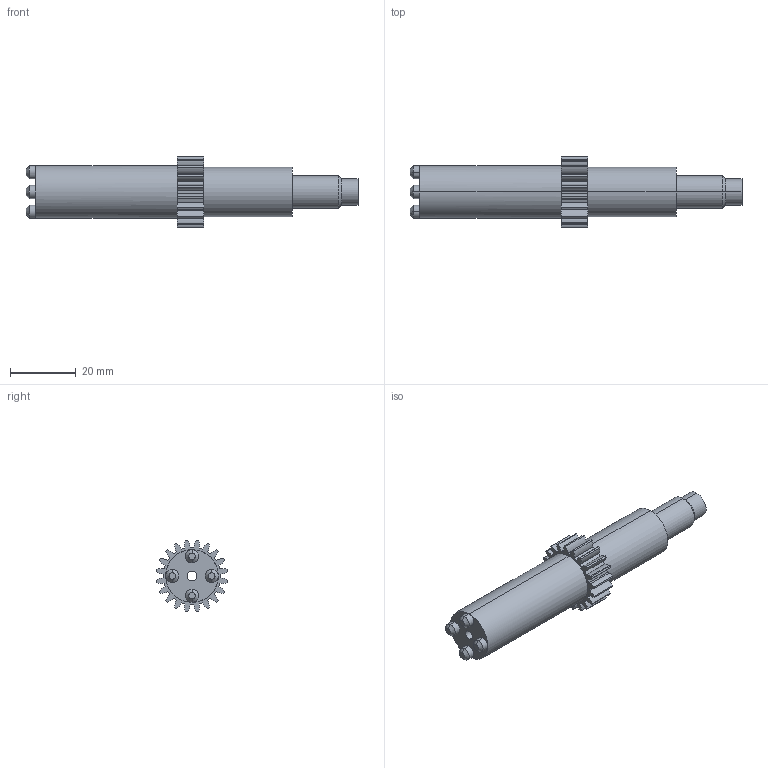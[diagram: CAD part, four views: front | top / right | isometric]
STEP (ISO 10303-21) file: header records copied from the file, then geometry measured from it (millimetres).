
FILE_DESCRIPTION (( 'STEP AP203' ), '1' );
FILE_NAME ('motor 2 gear.STEP', '2022-09-04T12:26:55', ( '' ), ( '' ), 'SwSTEP 2.0', 'SolidWorks 2020', '' );
FILE_SCHEMA (( 'CONFIG_CONTROL_DESIGN' ));
Length unit declared in the file: millimetre
Products named in the file (1): motor 2 gear
Bounding box: 101 x 21.8 x 21.8 mm (x, y, z)
Volume: 15105.4 mm3; surface area: 7401.8 mm2
Topology: 1 solids, 1 shells, 125 faces, 337 edges, 218 vertices
Faces by surface type: cylinder 105, cone 10, plane 10
Entity records: 4114 total; most frequent: DIRECTION 811, CARTESIAN_POINT 681, ORIENTED_EDGE 674, AXIS2_PLACEMENT_3D 348, EDGE_CURVE 337, CIRCLE 222, VERTEX_POINT 218, EDGE_LOOP 131
